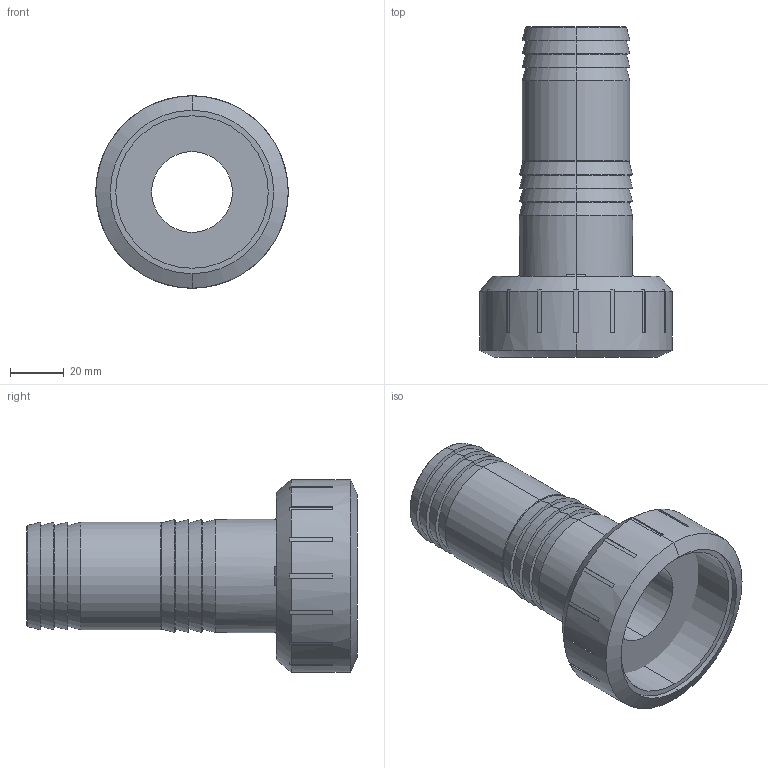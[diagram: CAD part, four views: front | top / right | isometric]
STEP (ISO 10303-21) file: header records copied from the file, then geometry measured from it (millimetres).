
FILE_DESCRIPTION(('STEP AP214'),'1');
FILE_NAME('adv200040042.stp','2018-01-31T11:23:20',('TraceParts'),('TraceParts S.A.'),'Spatial InterOp 3D',' ',' ');
FILE_SCHEMA(('automotive_design'));
Length unit declared in the file: millimetre
Products named in the file (2): adv200040042_1; adv200040042_2
Bounding box: 71.5 x 122.7 x 71.5 mm (x, y, z)
Volume: 111303.8 mm3; surface area: 43327.3 mm2
Topology: 2 solids, 2 shells, 145 faces, 376 edges, 238 vertices
Faces by surface type: plane 63, cone 38, cylinder 36, torus 8
Entity records: 5675 total; most frequent: CARTESIAN_POINT 913, DIRECTION 780, ORIENTED_EDGE 752, EDGE_CURVE 376, AXIS2_PLACEMENT_3D 305, VERTEX_POINT 238, LINE 170, VECTOR 170
